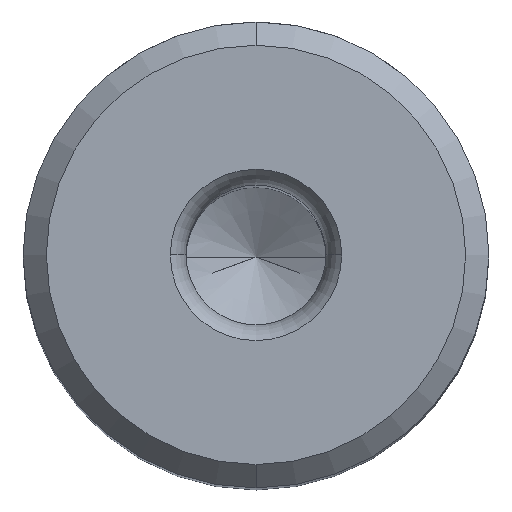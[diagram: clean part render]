
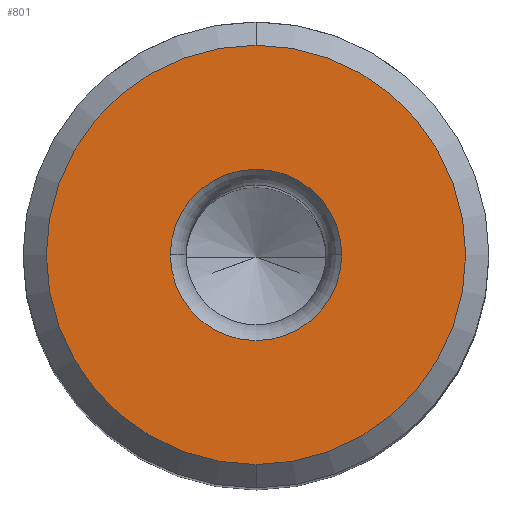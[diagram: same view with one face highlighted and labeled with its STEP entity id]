
A CAD part, top view. The second image highlights one B-rep face of the part: STEP entity #801.
In plain terms, the highlighted face is planar.
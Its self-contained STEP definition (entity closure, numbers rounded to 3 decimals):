
#231=CARTESIAN_POINT('',(0.,0.,0.));
#232=DIRECTION('',(0.,0.,-1.));
#233=DIRECTION('',(0.,1.,0.));
#234=AXIS2_PLACEMENT_3D('',#231,#232,#233);
#253=CARTESIAN_POINT('',(0.,0.,0.));
#254=DIRECTION('',(0.,0.,1.));
#255=DIRECTION('',(0.,1.,0.));
#256=AXIS2_PLACEMENT_3D('',#253,#254,#255);
#261=CARTESIAN_POINT('',(0.,0.,0.));
#262=DIRECTION('',(0.,0.,-1.));
#263=DIRECTION('',(1.,0.,0.));
#264=AXIS2_PLACEMENT_3D('',#261,#262,#263);
#269=CARTESIAN_POINT('',(0.,0.,0.));
#270=DIRECTION('',(0.,0.,-1.));
#271=DIRECTION('',(-1.,0.,0.));
#272=AXIS2_PLACEMENT_3D('',#269,#270,#271);
#551=CARTESIAN_POINT('',(0.,9.,0.));
#553=VERTEX_POINT('',#551);
#561=CARTESIAN_POINT('',(0.,-9.,0.));
#563=VERTEX_POINT('',#561);
#589=CARTESIAN_POINT('',(3.677,0.,0.));
#590=CARTESIAN_POINT('',(-3.677,0.,0.));
#591=VERTEX_POINT('',#589);
#592=VERTEX_POINT('',#590);
#786=CARTESIAN_POINT('',(0.,0.,0.));
#787=DIRECTION('',(0.,0.,-1.));
#788=DIRECTION('',(0.,-1.,0.));
#789=AXIS2_PLACEMENT_3D('',#786,#787,#788);
#790=PLANE('',#789);
#791=ORIENTED_EDGE('',*,*,#765,.F.);
#792=ORIENTED_EDGE('',*,*,#781,.T.);
#793=EDGE_LOOP('',(#791,#792));
#794=FACE_OUTER_BOUND('',#793,.F.);
#796=ORIENTED_EDGE('',*,*,#795,.T.);
#798=ORIENTED_EDGE('',*,*,#797,.T.);
#799=EDGE_LOOP('',(#796,#798));
#800=FACE_BOUND('',#799,.F.);
#801=ADVANCED_FACE('',(#794,#800),#790,.T.);
#235=CIRCLE('',#234,9.);
#257=CIRCLE('',#256,9.);
#265=CIRCLE('',#264,3.677);
#273=CIRCLE('',#272,3.677);
#765=EDGE_CURVE('',#553,#563,#235,.T.);
#781=EDGE_CURVE('',#553,#563,#257,.T.);
#795=EDGE_CURVE('',#591,#592,#265,.T.);
#797=EDGE_CURVE('',#592,#591,#273,.T.);
